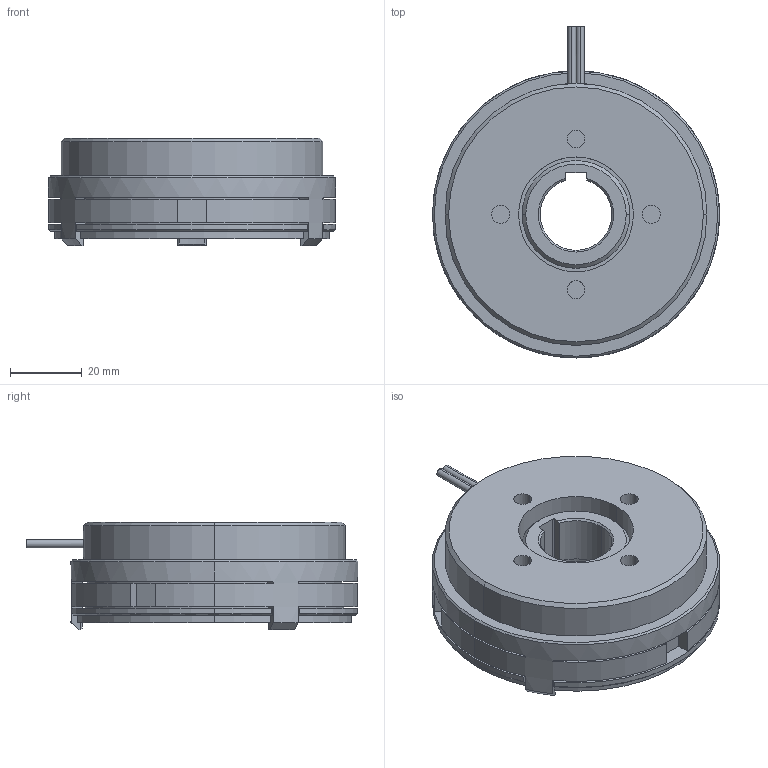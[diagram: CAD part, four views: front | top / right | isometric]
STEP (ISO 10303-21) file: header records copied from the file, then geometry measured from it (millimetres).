
FILE_DESCRIPTION (( 'STEP AP203' ), '1' );
FILE_NAME ('MWB 1.2_23123900.STEP', '2016-06-15T05:45:23', ( ' ' ), ( '' ), 'SwSTEP 2.0', 'SolidWorks 2009', '' );
FILE_SCHEMA (( 'CONFIG_CONTROL_DESIGN' ));
Length unit declared in the file: millimetre
Products named in the file (1): MWB 1.2_23123900
Bounding box: 80 x 92.5 x 30 mm (x, y, z)
Volume: 113350.8 mm3; surface area: 28691 mm2
Topology: 1 solids, 2 shells, 214 faces, 568 edges, 362 vertices
Faces by surface type: cylinder 88, plane 84, cone 39, torus 3
Entity records: 7154 total; most frequent: CARTESIAN_POINT 1697, ORIENTED_EDGE 1136, DIRECTION 1121, EDGE_CURVE 568, AXIS2_PLACEMENT_3D 410, VERTEX_POINT 362, VECTOR 301, LINE 301
